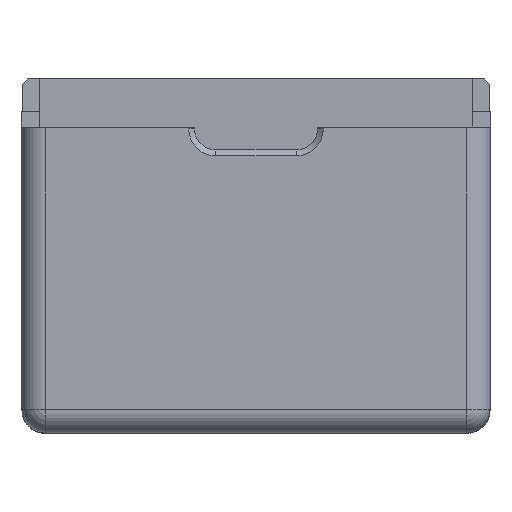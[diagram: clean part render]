
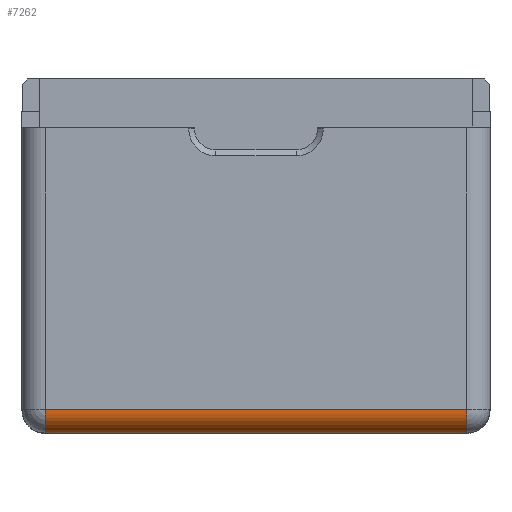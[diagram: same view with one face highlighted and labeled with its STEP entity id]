
A CAD part, front view. The second image highlights one B-rep face of the part: STEP entity #7262.
In plain terms, the highlighted cylindrical face has radius 2 mm (diameter 4 mm), a partial arc.
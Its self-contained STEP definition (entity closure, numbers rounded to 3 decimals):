
#1215 = PLANE('',#1216);
#1216 = AXIS2_PLACEMENT_3D('',#1217,#1218,#1219);
#1217 = CARTESIAN_POINT('',(0.,-60.75,-4.25));
#1218 = DIRECTION('',(-0.,-1.,-0.));
#1219 = DIRECTION('',(0.,0.,-1.));
#1327 = VERTEX_POINT('',#1328);
#1328 = CARTESIAN_POINT('',(-18.,-60.75,-18.5));
#1365 = SPHERICAL_SURFACE('',#1366,2.);
#1366 = AXIS2_PLACEMENT_3D('',#1367,#1368,#1369);
#1367 = CARTESIAN_POINT('',(-18.,-58.75,-18.5));
#1368 = DIRECTION('',(0.,1.,0.));
#1369 = DIRECTION('',(0.,0.,-1.));
#1381 = VERTEX_POINT('',#1382);
#1382 = CARTESIAN_POINT('',(-18.,-58.75,-20.5));
#1420 = PLANE('',#1421);
#1421 = AXIS2_PLACEMENT_3D('',#1422,#1423,#1424);
#1422 = CARTESIAN_POINT('',(0.,0.,-20.5));
#1423 = DIRECTION('',(0.,0.,1.));
#1424 = DIRECTION('',(1.,0.,0.));
#3594 = EDGE_CURVE('',#3595,#1327,#3597,.T.);
#3595 = VERTEX_POINT('',#3596);
#3596 = CARTESIAN_POINT('',(18.,-60.75,-18.5));
#3597 = SURFACE_CURVE('',#3598,(#3602,#3609),.PCURVE_S1.);
#3598 = LINE('',#3599,#3600);
#3599 = CARTESIAN_POINT('',(20.,-60.75,-18.5));
#3600 = VECTOR('',#3601,1.);
#3601 = DIRECTION('',(-1.,0.,0.));
#3602 = PCURVE('',#1215,#3603);
#3603 = DEFINITIONAL_REPRESENTATION('',(#3604),#3608);
#3604 = LINE('',#3605,#3606);
#3605 = CARTESIAN_POINT('',(14.25,20.));
#3606 = VECTOR('',#3607,1.);
#3607 = DIRECTION('',(0.,-1.));
#3608 = ( GEOMETRIC_REPRESENTATION_CONTEXT(2) 
PARAMETRIC_REPRESENTATION_CONTEXT() REPRESENTATION_CONTEXT('2D SPACE',''
  ) );
#3609 = PCURVE('',#3610,#3615);
#3610 = CYLINDRICAL_SURFACE('',#3611,2.);
#3611 = AXIS2_PLACEMENT_3D('',#3612,#3613,#3614);
#3612 = CARTESIAN_POINT('',(20.,-58.75,-18.5));
#3613 = DIRECTION('',(-1.,0.,0.));
#3614 = DIRECTION('',(0.,-1.,0.));
#3615 = DEFINITIONAL_REPRESENTATION('',(#3616),#3620);
#3616 = LINE('',#3617,#3618);
#3617 = CARTESIAN_POINT('',(-0.,0.));
#3618 = VECTOR('',#3619,1.);
#3619 = DIRECTION('',(-0.,1.));
#3620 = ( GEOMETRIC_REPRESENTATION_CONTEXT(2) 
PARAMETRIC_REPRESENTATION_CONTEXT() REPRESENTATION_CONTEXT('2D SPACE',''
  ) );
#3672 = EDGE_CURVE('',#1327,#1381,#3673,.T.);
#3673 = SURFACE_CURVE('',#3674,(#3679,#3685),.PCURVE_S1.);
#3674 = CIRCLE('',#3675,2.);
#3675 = AXIS2_PLACEMENT_3D('',#3676,#3677,#3678);
#3676 = CARTESIAN_POINT('',(-18.,-58.75,-18.5));
#3677 = DIRECTION('',(1.,-0.,0.));
#3678 = DIRECTION('',(0.,0.,-1.));
#3679 = PCURVE('',#1365,#3680);
#3680 = DEFINITIONAL_REPRESENTATION('',(#3681),#3684);
#3681 = B_SPLINE_CURVE_WITH_KNOTS('',1,(#3682,#3683),.UNSPECIFIED.,.F.,
  .F.,(2,2),(4.712,6.283),.PIECEWISE_BEZIER_KNOTS.);
#3682 = CARTESIAN_POINT('',(0.,-1.571));
#3683 = CARTESIAN_POINT('',(0.,0.));
#3684 = ( GEOMETRIC_REPRESENTATION_CONTEXT(2) 
PARAMETRIC_REPRESENTATION_CONTEXT() REPRESENTATION_CONTEXT('2D SPACE',''
  ) );
#3685 = PCURVE('',#3610,#3686);
#3686 = DEFINITIONAL_REPRESENTATION('',(#3687),#3690);
#3687 = B_SPLINE_CURVE_WITH_KNOTS('',1,(#3688,#3689),.UNSPECIFIED.,.F.,
  .F.,(2,2),(4.712,6.283),.PIECEWISE_BEZIER_KNOTS.);
#3688 = CARTESIAN_POINT('',(0.,38.));
#3689 = CARTESIAN_POINT('',(-1.571,38.));
#3690 = ( GEOMETRIC_REPRESENTATION_CONTEXT(2) 
PARAMETRIC_REPRESENTATION_CONTEXT() REPRESENTATION_CONTEXT('2D SPACE',''
  ) );
#3854 = EDGE_CURVE('',#3855,#1381,#3857,.T.);
#3855 = VERTEX_POINT('',#3856);
#3856 = CARTESIAN_POINT('',(18.,-58.75,-20.5));
#3857 = SURFACE_CURVE('',#3858,(#3862,#3869),.PCURVE_S1.);
#3858 = LINE('',#3859,#3860);
#3859 = CARTESIAN_POINT('',(20.,-58.75,-20.5));
#3860 = VECTOR('',#3861,1.);
#3861 = DIRECTION('',(-1.,0.,0.));
#3862 = PCURVE('',#1420,#3863);
#3863 = DEFINITIONAL_REPRESENTATION('',(#3864),#3868);
#3864 = LINE('',#3865,#3866);
#3865 = CARTESIAN_POINT('',(20.,-58.75));
#3866 = VECTOR('',#3867,1.);
#3867 = DIRECTION('',(-1.,0.));
#3868 = ( GEOMETRIC_REPRESENTATION_CONTEXT(2) 
PARAMETRIC_REPRESENTATION_CONTEXT() REPRESENTATION_CONTEXT('2D SPACE',''
  ) );
#3869 = PCURVE('',#3610,#3870);
#3870 = DEFINITIONAL_REPRESENTATION('',(#3871),#3875);
#3871 = LINE('',#3872,#3873);
#3872 = CARTESIAN_POINT('',(-1.571,0.));
#3873 = VECTOR('',#3874,1.);
#3874 = DIRECTION('',(-0.,1.));
#3875 = ( GEOMETRIC_REPRESENTATION_CONTEXT(2) 
PARAMETRIC_REPRESENTATION_CONTEXT() REPRESENTATION_CONTEXT('2D SPACE',''
  ) );
#7229 = SPHERICAL_SURFACE('',#7230,2.);
#7230 = AXIS2_PLACEMENT_3D('',#7231,#7232,#7233);
#7231 = CARTESIAN_POINT('',(18.,-58.75,-18.5));
#7232 = DIRECTION('',(0.,1.,0.));
#7233 = DIRECTION('',(0.,0.,-1.));
#7262 = ADVANCED_FACE('',(#7263),#3610,.T.);
#7263 = FACE_BOUND('',#7264,.F.);
#7264 = EDGE_LOOP('',(#7265,#7285,#7286,#7287));
#7265 = ORIENTED_EDGE('',*,*,#7266,.T.);
#7266 = EDGE_CURVE('',#3595,#3855,#7267,.T.);
#7267 = SURFACE_CURVE('',#7268,(#7273,#7279),.PCURVE_S1.);
#7268 = CIRCLE('',#7269,2.);
#7269 = AXIS2_PLACEMENT_3D('',#7270,#7271,#7272);
#7270 = CARTESIAN_POINT('',(18.,-58.75,-18.5));
#7271 = DIRECTION('',(1.,-0.,0.));
#7272 = DIRECTION('',(0.,0.,-1.));
#7273 = PCURVE('',#3610,#7274);
#7274 = DEFINITIONAL_REPRESENTATION('',(#7275),#7278);
#7275 = B_SPLINE_CURVE_WITH_KNOTS('',1,(#7276,#7277),.UNSPECIFIED.,.F.,
  .F.,(2,2),(4.712,6.283),.PIECEWISE_BEZIER_KNOTS.);
#7276 = CARTESIAN_POINT('',(0.,2.));
#7277 = CARTESIAN_POINT('',(-1.571,2.));
#7278 = ( GEOMETRIC_REPRESENTATION_CONTEXT(2) 
PARAMETRIC_REPRESENTATION_CONTEXT() REPRESENTATION_CONTEXT('2D SPACE',''
  ) );
#7279 = PCURVE('',#7229,#7280);
#7280 = DEFINITIONAL_REPRESENTATION('',(#7281),#7284);
#7281 = B_SPLINE_CURVE_WITH_KNOTS('',1,(#7282,#7283),.UNSPECIFIED.,.F.,
  .F.,(2,2),(4.712,6.283),.PIECEWISE_BEZIER_KNOTS.);
#7282 = CARTESIAN_POINT('',(0.,-1.571));
#7283 = CARTESIAN_POINT('',(0.,0.));
#7284 = ( GEOMETRIC_REPRESENTATION_CONTEXT(2) 
PARAMETRIC_REPRESENTATION_CONTEXT() REPRESENTATION_CONTEXT('2D SPACE',''
  ) );
#7285 = ORIENTED_EDGE('',*,*,#3854,.T.);
#7286 = ORIENTED_EDGE('',*,*,#3672,.F.);
#7287 = ORIENTED_EDGE('',*,*,#3594,.F.);
